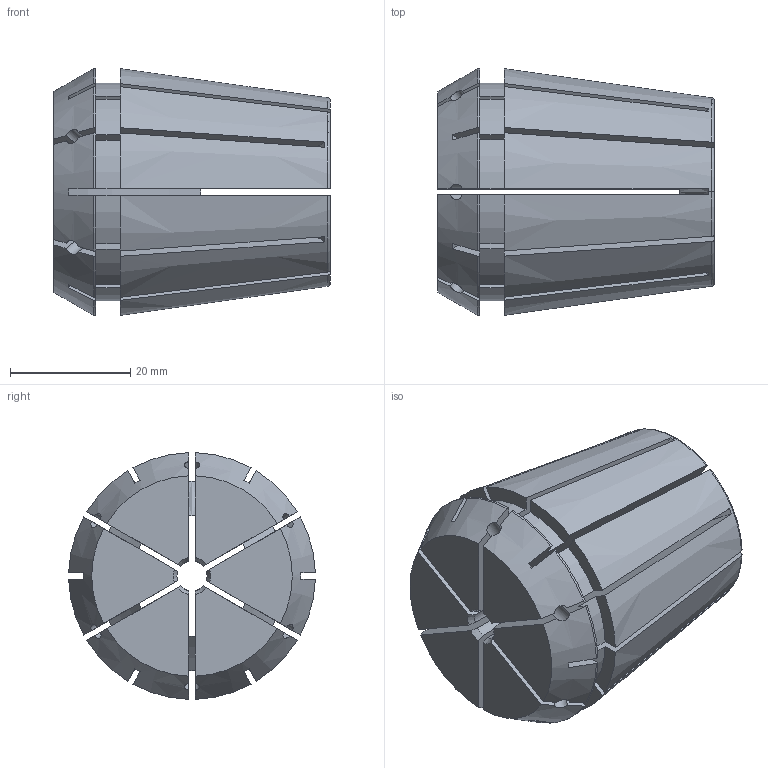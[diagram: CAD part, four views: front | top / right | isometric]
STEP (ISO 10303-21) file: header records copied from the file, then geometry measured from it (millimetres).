
FILE_DESCRIPTION (( 'STEP AP203' ), '1' );
FILE_NAME ('ER40C- 耳4-耳5.STEP', '2023-07-10T09:38:17', ( '' ), ( '' ), 'SwSTEP 2.0', 'SolidWorks 2012', '' );
FILE_SCHEMA (( 'CONFIG_CONTROL_DESIGN' ));
Length unit declared in the file: millimetre
Products named in the file (1): ER40C- 耳4-耳5
Bounding box: 46 x 40.99 x 40.99 mm (x, y, z)
Volume: 35140.6 mm3; surface area: 19628.8 mm2
Topology: 1 solids, 1 shells, 178 faces, 533 edges, 355 vertices
Faces by surface type: plane 72, cylinder 67, cone 32, torus 7
Entity records: 6606 total; most frequent: CARTESIAN_POINT 1955, ORIENTED_EDGE 1066, DIRECTION 853, EDGE_CURVE 533, VERTEX_POINT 355, AXIS2_PLACEMENT_3D 329, LINE 195, VECTOR 195
